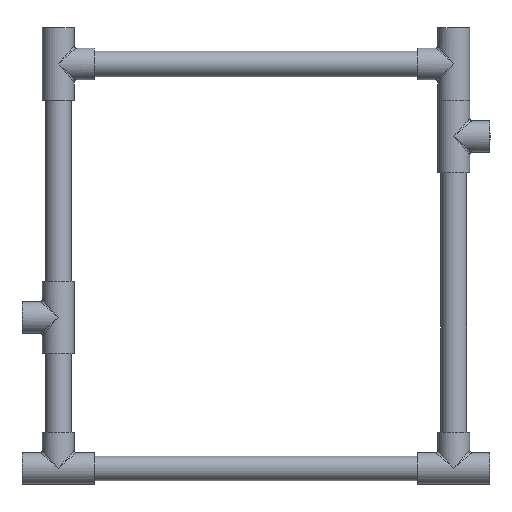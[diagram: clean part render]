
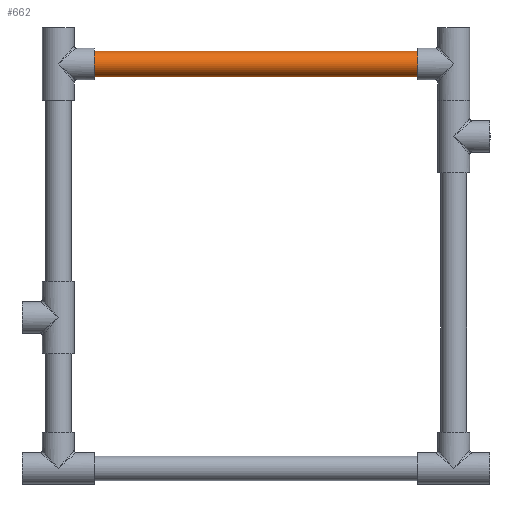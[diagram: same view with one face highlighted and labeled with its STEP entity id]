
A CAD part, front view. The second image highlights one B-rep face of the part: STEP entity #662.
In plain terms, the highlighted cylindrical face has radius 11.197 mm (diameter 22.394 mm), a full revolution.
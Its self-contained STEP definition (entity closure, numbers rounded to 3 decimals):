
#149=CYLINDRICAL_SURFACE('',#768,11.197);
#168=LINE('',#1989,#187);
#187=VECTOR('',#966,11.197);
#229=FACE_OUTER_BOUND('',#282,.T.);
#282=EDGE_LOOP('',(#597,#598,#599,#600));
#332=CIRCLE('',#769,11.197);
#333=CIRCLE('',#770,11.197);
#382=VERTEX_POINT('',#1986);
#383=VERTEX_POINT('',#1988);
#455=EDGE_CURVE('',#382,#382,#332,.T.);
#456=EDGE_CURVE('',#382,#383,#168,.T.);
#457=EDGE_CURVE('',#383,#383,#333,.T.);
#597=ORIENTED_EDGE('',*,*,#455,.F.);
#598=ORIENTED_EDGE('',*,*,#456,.T.);
#599=ORIENTED_EDGE('',*,*,#457,.T.);
#600=ORIENTED_EDGE('',*,*,#456,.F.);
#662=ADVANCED_FACE('',(#229),#149,.T.);
#768=AXIS2_PLACEMENT_3D('',#1985,#962,#963);
#769=AXIS2_PLACEMENT_3D('',#1987,#964,#965);
#770=AXIS2_PLACEMENT_3D('',#1990,#967,#968);
#962=DIRECTION('center_axis',(1.,0.,0.));
#963=DIRECTION('ref_axis',(0.,1.,0.));
#964=DIRECTION('center_axis',(1.,0.,0.));
#965=DIRECTION('ref_axis',(0.,1.,0.));
#966=DIRECTION('',(-1.,0.,0.));
#967=DIRECTION('center_axis',(1.,0.,0.));
#968=DIRECTION('ref_axis',(0.,1.,0.));
#1985=CARTESIAN_POINT('Origin',(340.915,26.927,63.5));
#1986=CARTESIAN_POINT('',(640.915,15.73,63.5));
#1987=CARTESIAN_POINT('Origin',(640.915,26.927,63.5));
#1988=CARTESIAN_POINT('',(340.915,15.73,63.5));
#1989=CARTESIAN_POINT('',(340.915,15.73,63.5));
#1990=CARTESIAN_POINT('Origin',(340.915,26.927,63.5));
